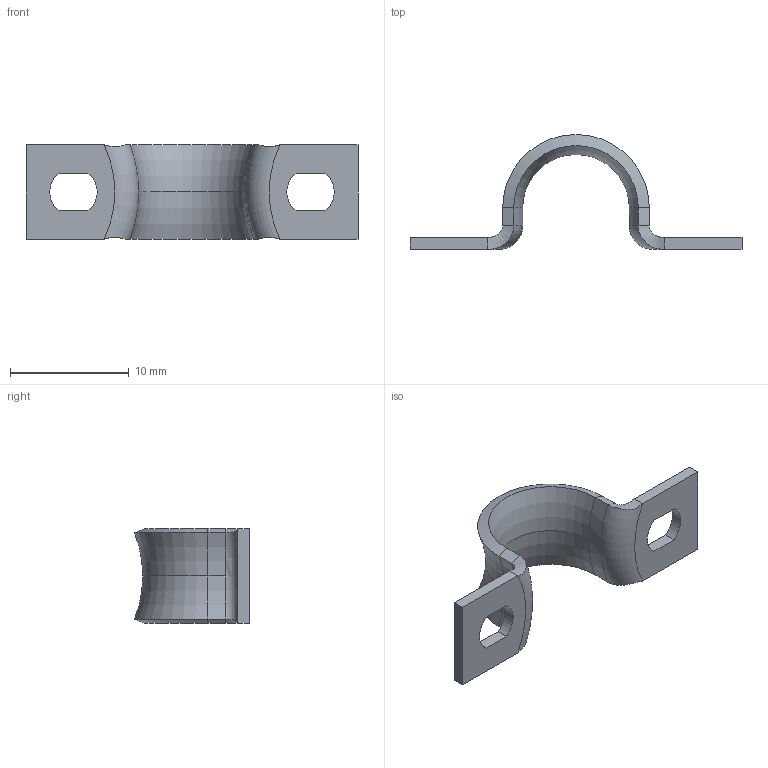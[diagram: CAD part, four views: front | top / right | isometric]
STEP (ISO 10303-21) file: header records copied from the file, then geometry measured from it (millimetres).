
FILE_DESCRIPTION (( 'STEP AP214' ), '1' );
FILE_NAME ('1044176.STEP', '2017-07-05T06:49:41', ( 'test' ), ( '' ), 'SwSTEP 2.0', 'SolidWorks 2016', '' );
FILE_SCHEMA (( 'AUTOMOTIVE_DESIGN' ));
Length unit declared in the file: millimetre
Products named in the file (1): 1044176
Bounding box: 28 x 9.68 x 8 mm (x, y, z)
Volume: 281.7 mm3; surface area: 682.2 mm2
Topology: 1 solids, 1 shells, 42 faces, 94 edges, 54 vertices
Faces by surface type: plane 18, cylinder 10, torus 8, bspline 4, cone 2
Entity records: 2678 total; most frequent: CARTESIAN_POINT 1729, DIRECTION 188, ORIENTED_EDGE 188, EDGE_CURVE 94, AXIS2_PLACEMENT_3D 71, VERTEX_POINT 54, VECTOR 46, EDGE_LOOP 46
